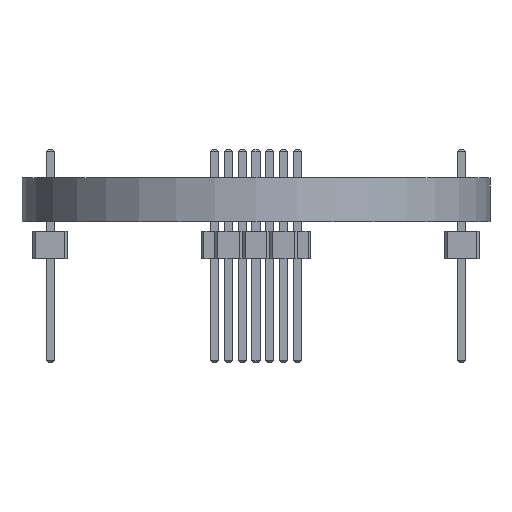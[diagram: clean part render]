
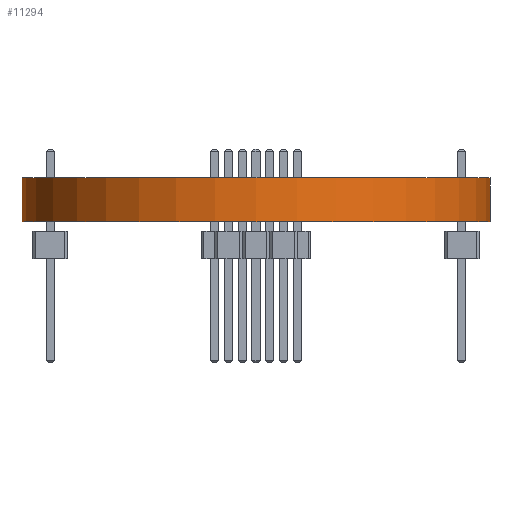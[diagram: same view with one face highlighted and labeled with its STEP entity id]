
A CAD part, front view. The second image highlights one B-rep face of the part: STEP entity #11294.
In plain terms, the highlighted cylindrical face has radius 8.533 mm (diameter 17.066 mm), a full revolution.
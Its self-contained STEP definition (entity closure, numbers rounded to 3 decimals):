
#11294 = ADVANCED_FACE('',(#11295),#11309,.T.);
#11295 = FACE_BOUND('',#11296,.F.);
#11296 = EDGE_LOOP('',(#11297,#11327,#11354,#11355));
#11297 = ORIENTED_EDGE('',*,*,#11298,.T.);
#11298 = EDGE_CURVE('',#11299,#11301,#11303,.T.);
#11299 = VERTEX_POINT('',#11300);
#11300 = CARTESIAN_POINT('',(8.533,0.,0.));
#11301 = VERTEX_POINT('',#11302);
#11302 = CARTESIAN_POINT('',(8.533,0.,1.6));
#11303 = SEAM_CURVE('',#11304,(#11308,#11320),.PCURVE_S1.);
#11304 = LINE('',#11305,#11306);
#11305 = CARTESIAN_POINT('',(8.533,0.,0.));
#11306 = VECTOR('',#11307,1.);
#11307 = DIRECTION('',(0.,0.,1.));
#11308 = PCURVE('',#11309,#11314);
#11309 = CYLINDRICAL_SURFACE('',#11310,8.533);
#11310 = AXIS2_PLACEMENT_3D('',#11311,#11312,#11313);
#11311 = CARTESIAN_POINT('',(0.,-0.,0.));
#11312 = DIRECTION('',(-0.,-0.,-1.));
#11313 = DIRECTION('',(1.,0.,-0.));
#11314 = DEFINITIONAL_REPRESENTATION('',(#11315),#11319);
#11315 = LINE('',#11316,#11317);
#11316 = CARTESIAN_POINT('',(-0.,0.));
#11317 = VECTOR('',#11318,1.);
#11318 = DIRECTION('',(-0.,-1.));
#11319 = ( GEOMETRIC_REPRESENTATION_CONTEXT(2) 
PARAMETRIC_REPRESENTATION_CONTEXT() REPRESENTATION_CONTEXT('2D SPACE',''
  ) );
#11320 = PCURVE('',#11309,#11321);
#11321 = DEFINITIONAL_REPRESENTATION('',(#11322),#11326);
#11322 = LINE('',#11323,#11324);
#11323 = CARTESIAN_POINT('',(-6.283,0.));
#11324 = VECTOR('',#11325,1.);
#11325 = DIRECTION('',(-0.,-1.));
#11326 = ( GEOMETRIC_REPRESENTATION_CONTEXT(2) 
PARAMETRIC_REPRESENTATION_CONTEXT() REPRESENTATION_CONTEXT('2D SPACE',''
  ) );
#11327 = ORIENTED_EDGE('',*,*,#11328,.T.);
#11328 = EDGE_CURVE('',#11301,#11301,#11329,.T.);
#11329 = SURFACE_CURVE('',#11330,(#11335,#11342),.PCURVE_S1.);
#11330 = CIRCLE('',#11331,8.533);
#11331 = AXIS2_PLACEMENT_3D('',#11332,#11333,#11334);
#11332 = CARTESIAN_POINT('',(0.,0.,1.6));
#11333 = DIRECTION('',(0.,0.,1.));
#11334 = DIRECTION('',(1.,0.,-0.));
#11335 = PCURVE('',#11309,#11336);
#11336 = DEFINITIONAL_REPRESENTATION('',(#11337),#11341);
#11337 = LINE('',#11338,#11339);
#11338 = CARTESIAN_POINT('',(-0.,-1.6));
#11339 = VECTOR('',#11340,1.);
#11340 = DIRECTION('',(-1.,0.));
#11341 = ( GEOMETRIC_REPRESENTATION_CONTEXT(2) 
PARAMETRIC_REPRESENTATION_CONTEXT() REPRESENTATION_CONTEXT('2D SPACE',''
  ) );
#11342 = PCURVE('',#11343,#11348);
#11343 = PLANE('',#11344);
#11344 = AXIS2_PLACEMENT_3D('',#11345,#11346,#11347);
#11345 = CARTESIAN_POINT('',(0.,0.,1.6)
  );
#11346 = DIRECTION('',(0.,0.,1.));
#11347 = DIRECTION('',(1.,0.,-0.));
#11348 = DEFINITIONAL_REPRESENTATION('',(#11349),#11353);
#11349 = CIRCLE('',#11350,8.533);
#11350 = AXIS2_PLACEMENT_2D('',#11351,#11352);
#11351 = CARTESIAN_POINT('',(0.,0.));
#11352 = DIRECTION('',(1.,0.));
#11353 = ( GEOMETRIC_REPRESENTATION_CONTEXT(2) 
PARAMETRIC_REPRESENTATION_CONTEXT() REPRESENTATION_CONTEXT('2D SPACE',''
  ) );
#11354 = ORIENTED_EDGE('',*,*,#11298,.F.);
#11355 = ORIENTED_EDGE('',*,*,#11356,.F.);
#11356 = EDGE_CURVE('',#11299,#11299,#11357,.T.);
#11357 = SURFACE_CURVE('',#11358,(#11363,#11370),.PCURVE_S1.);
#11358 = CIRCLE('',#11359,8.533);
#11359 = AXIS2_PLACEMENT_3D('',#11360,#11361,#11362);
#11360 = CARTESIAN_POINT('',(0.,-0.,0.));
#11361 = DIRECTION('',(0.,0.,1.));
#11362 = DIRECTION('',(1.,0.,-0.));
#11363 = PCURVE('',#11309,#11364);
#11364 = DEFINITIONAL_REPRESENTATION('',(#11365),#11369);
#11365 = LINE('',#11366,#11367);
#11366 = CARTESIAN_POINT('',(-0.,0.));
#11367 = VECTOR('',#11368,1.);
#11368 = DIRECTION('',(-1.,0.));
#11369 = ( GEOMETRIC_REPRESENTATION_CONTEXT(2) 
PARAMETRIC_REPRESENTATION_CONTEXT() REPRESENTATION_CONTEXT('2D SPACE',''
  ) );
#11370 = PCURVE('',#11371,#11376);
#11371 = PLANE('',#11372);
#11372 = AXIS2_PLACEMENT_3D('',#11373,#11374,#11375);
#11373 = CARTESIAN_POINT('',(0.,0.,0.)
  );
#11374 = DIRECTION('',(0.,0.,1.));
#11375 = DIRECTION('',(1.,0.,-0.));
#11376 = DEFINITIONAL_REPRESENTATION('',(#11377),#11381);
#11377 = CIRCLE('',#11378,8.533);
#11378 = AXIS2_PLACEMENT_2D('',#11379,#11380);
#11379 = CARTESIAN_POINT('',(0.,0.));
#11380 = DIRECTION('',(1.,0.));
#11381 = ( GEOMETRIC_REPRESENTATION_CONTEXT(2) 
PARAMETRIC_REPRESENTATION_CONTEXT() REPRESENTATION_CONTEXT('2D SPACE',''
  ) );
